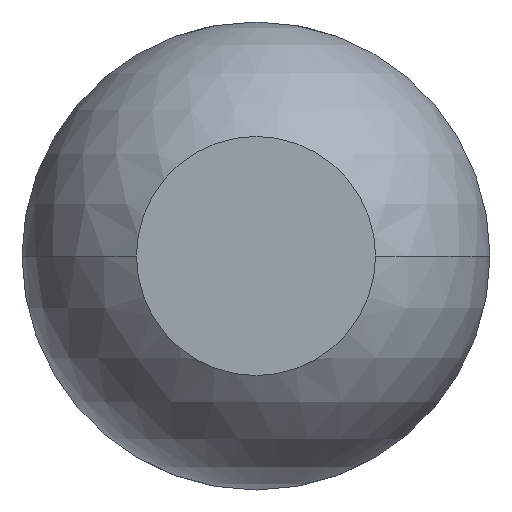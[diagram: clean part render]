
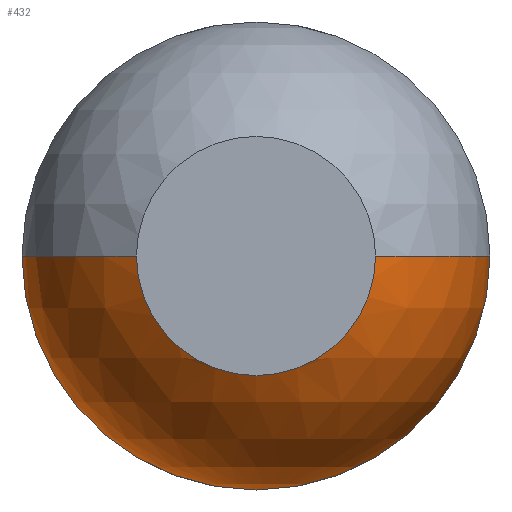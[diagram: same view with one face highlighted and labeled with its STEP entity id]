
A CAD part, front view. The second image highlights one B-rep face of the part: STEP entity #432.
In plain terms, the highlighted spherical face has radius 0.685 mm.
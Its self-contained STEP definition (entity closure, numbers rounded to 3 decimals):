
#24 = VERTEX_POINT ( 'NONE', #993 ) ;
#77 = ORIENTED_EDGE ( 'NONE', *, *, #1632, .F. ) ;
#120 = CARTESIAN_POINT ( 'NONE',  ( 0.685, -26.411, 0. ) ) ;
#231 = CARTESIAN_POINT ( 'NONE',  ( -0.35, -27., 0. ) ) ;
#265 = DIRECTION ( 'NONE',  ( 0., 0., 1. ) ) ;
#279 = AXIS2_PLACEMENT_3D ( 'NONE', #895, #3153, #1809 ) ;
#286 = CIRCLE ( 'NONE', #279, 0.35 ) ;
#316 = VERTEX_POINT ( 'NONE', #3516 ) ;
#403 = AXIS2_PLACEMENT_3D ( 'NONE', #1093, #3357, #3699 ) ;
#432 = ADVANCED_FACE ( 'Defeature ausgef�hrt1_10', ( #1752 ), #2430, .T. ) ;
#492 = DIRECTION ( 'NONE',  ( 0., 0., -1. ) ) ;
#562 = AXIS2_PLACEMENT_3D ( 'NONE', #2103, #2420, #2771 ) ;
#626 = VERTEX_POINT ( 'NONE', #3646 ) ;
#629 = ORIENTED_EDGE ( 'NONE', *, *, #1603, .T. ) ;
#719 = EDGE_CURVE ( 'Defeature ausgef�hrt1_11+Defeature ausgef�hrt1_10+Defeature ausgef�hrt1_10+Defeature ausgef�hrt1_10', #1086, #316, #1118, .T. ) ;
#799 = VERTEX_POINT ( 'NONE', #231 ) ;
#800 = VERTEX_POINT ( 'NONE', #2498 ) ;
#821 = DIRECTION ( 'NONE',  ( 0., -1., 0. ) ) ;
#850 = CIRCLE ( 'NONE', #403, 0.685 ) ;
#895 = CARTESIAN_POINT ( 'NONE',  ( 0., -27., 0. ) ) ;
#962 = CARTESIAN_POINT ( 'NONE',  ( 0., -26.411, 0. ) ) ;
#993 = CARTESIAN_POINT ( 'NONE',  ( 0.35, -27., 0. ) ) ;
#1086 = VERTEX_POINT ( 'NONE', #120 ) ;
#1093 = CARTESIAN_POINT ( 'NONE',  ( 0., -26.411, 0. ) ) ;
#1118 = CIRCLE ( 'NONE', #3703, 0.685 ) ;
#1168 = ORIENTED_EDGE ( 'NONE', *, *, #2307, .F. ) ;
#1505 = AXIS2_PLACEMENT_3D ( 'NONE', #2620, #3287, #3570 ) ;
#1543 = ORIENTED_EDGE ( 'NONE', *, *, #1795, .F. ) ;
#1603 = EDGE_CURVE ( 'NONE', #799, #626, #1639, .T. ) ;
#1632 = EDGE_CURVE ( 'Defeature ausgef�hrt1_12+Defeature ausgef�hrt1_10+Defeature ausgef�hrt1_10+Defeature ausgef�hrt1_10', #799, #800, #2921, .T. ) ;
#1639 = CIRCLE ( 'NONE', #562, 0.685 ) ;
#1752 = FACE_OUTER_BOUND ( 'NONE', #2700, .T. ) ;
#1795 = EDGE_CURVE ( 'Defeature ausgef�hrt1_12+Defeature ausgef�hrt1_10+Defeature ausgef�hrt1_10+Defeature ausgef�hrt1_10', #800, #24, #286, .T. ) ;
#1809 = DIRECTION ( 'NONE',  ( 0., 0., -1. ) ) ;
#2103 = CARTESIAN_POINT ( 'NONE',  ( 0., -26.411, 0. ) ) ;
#2106 = ORIENTED_EDGE ( 'NONE', *, *, #719, .F. ) ;
#2197 = DIRECTION ( 'NONE',  ( 0., 1., 0. ) ) ;
#2307 = EDGE_CURVE ( 'Defeature ausgef�hrt1_11+Defeature ausgef�hrt1_10+Defeature ausgef�hrt1_10+Defeature ausgef�hrt1_10', #316, #626, #850, .T. ) ;
#2420 = DIRECTION ( 'NONE',  ( 0., 0., -1. ) ) ;
#2430 = SPHERICAL_SURFACE ( 'NONE', #1505, 0.685 ) ;
#2498 = CARTESIAN_POINT ( 'NONE',  ( 0., -27., -0.35 ) ) ;
#2620 = CARTESIAN_POINT ( 'NONE',  ( 0., -26.411, 0. ) ) ;
#2700 = EDGE_LOOP ( 'NONE', ( #77, #629, #1168, #2106, #2948, #1543 ) ) ;
#2771 = DIRECTION ( 'NONE',  ( -1., 0., 0. ) ) ;
#2879 = AXIS2_PLACEMENT_3D ( 'NONE', #3419, #821, #492 ) ;
#2921 = CIRCLE ( 'NONE', #2879, 0.35 ) ;
#2948 = ORIENTED_EDGE ( 'NONE', *, *, #4020, .F. ) ;
#3153 = DIRECTION ( 'NONE',  ( 0., -1., 0. ) ) ;
#3205 = DIRECTION ( 'NONE',  ( 0., 0., 1. ) ) ;
#3287 = DIRECTION ( 'NONE',  ( 0., 0., -1. ) ) ;
#3357 = DIRECTION ( 'NONE',  ( 0., 1., 0. ) ) ;
#3419 = CARTESIAN_POINT ( 'NONE',  ( 0., -27., 0. ) ) ;
#3516 = CARTESIAN_POINT ( 'NONE',  ( 0., -26.411, -0.685 ) ) ;
#3521 = CARTESIAN_POINT ( 'NONE',  ( 0., -26.411, 0. ) ) ;
#3542 = DIRECTION ( 'NONE',  ( 1., 0., 0. ) ) ;
#3570 = DIRECTION ( 'NONE',  ( 1., 0., 0. ) ) ;
#3596 = CIRCLE ( 'NONE', #3855, 0.685 ) ;
#3646 = CARTESIAN_POINT ( 'NONE',  ( -0.685, -26.411, 0. ) ) ;
#3699 = DIRECTION ( 'NONE',  ( 0., 0., 1. ) ) ;
#3703 = AXIS2_PLACEMENT_3D ( 'NONE', #3521, #2197, #265 ) ;
#3855 = AXIS2_PLACEMENT_3D ( 'NONE', #962, #3205, #3542 ) ;
#4020 = EDGE_CURVE ( 'NONE', #24, #1086, #3596, .T. ) ;
